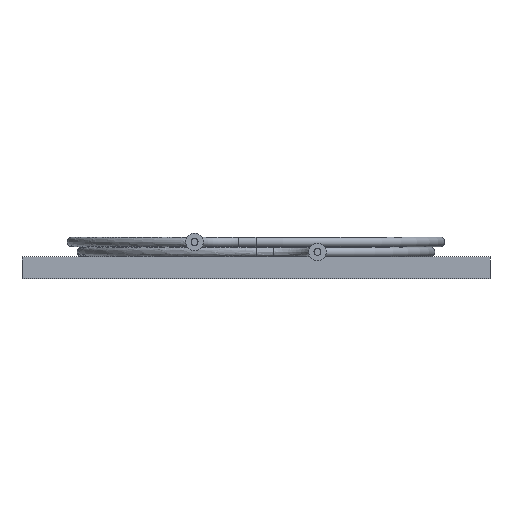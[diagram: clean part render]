
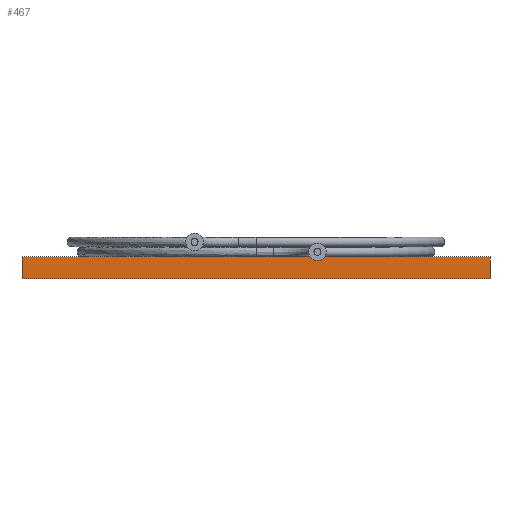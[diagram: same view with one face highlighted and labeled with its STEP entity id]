
A CAD part, front view. The second image highlights one B-rep face of the part: STEP entity #467.
In plain terms, the highlighted planar face has unit normal (0, -1, 0).
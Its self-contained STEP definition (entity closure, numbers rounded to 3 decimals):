
#467 = ADVANCED_FACE( '', ( #1010 ), #1011, .T. );
#1010 = FACE_OUTER_BOUND( '', #4803, .T. );
#1011 = PLANE( '', #4804 );
#4803 = EDGE_LOOP( '', ( #7374, #7375, #7376, #7377 ) );
#4804 = AXIS2_PLACEMENT_3D( '', #7378, #7379, #7380 );
#7374 = ORIENTED_EDGE( '', *, *, #7628, .F. );
#7375 = ORIENTED_EDGE( '', *, *, #7959, .F. );
#7376 = ORIENTED_EDGE( '', *, *, #7926, .T. );
#7377 = ORIENTED_EDGE( '', *, *, #7814, .T. );
#7378 = CARTESIAN_POINT( '', ( -26.65, -26.65, -2.5 ) );
#7379 = DIRECTION( '', ( 0., -1., 0. ) );
#7380 = DIRECTION( '', ( 1., 0., 0. ) );
#7628 = EDGE_CURVE( '', #8142, #8144, #8145, .T. );
#7814 = EDGE_CURVE( '', #8424, #8144, #8425, .T. );
#7926 = EDGE_CURVE( '', #8564, #8424, #8567, .T. );
#7959 = EDGE_CURVE( '', #8564, #8142, #8603, .T. );
#8142 = VERTEX_POINT( '', #9047 );
#8144 = VERTEX_POINT( '', #9050 );
#8145 = LINE( '', #9051, #9052 );
#8424 = VERTEX_POINT( '', #9921 );
#8425 = LINE( '', #9922, #9923 );
#8564 = VERTEX_POINT( '', #10329 );
#8567 = LINE( '', #10334, #10335 );
#8603 = LINE( '', #10386, #10387 );
#9047 = CARTESIAN_POINT( '', ( -26.65, -26.65, 0. ) );
#9050 = CARTESIAN_POINT( '', ( 26.65, -26.65, 0. ) );
#9051 = CARTESIAN_POINT( '', ( -26.65, -26.65, 0. ) );
#9052 = VECTOR( '', #10556, 1000. );
#9921 = CARTESIAN_POINT( '', ( 26.65, -26.65, -2.5 ) );
#9922 = CARTESIAN_POINT( '', ( 26.65, -26.65, -2.5 ) );
#9923 = VECTOR( '', #10694, 1000. );
#10329 = CARTESIAN_POINT( '', ( -26.65, -26.65, -2.5 ) );
#10334 = CARTESIAN_POINT( '', ( -26.65, -26.65, -2.5 ) );
#10335 = VECTOR( '', #10766, 1000. );
#10386 = CARTESIAN_POINT( '', ( -26.65, -26.65, -2.5 ) );
#10387 = VECTOR( '', #10782, 1000. );
#10556 = DIRECTION( '', ( 1., 0., 0. ) );
#10694 = DIRECTION( '', ( 0., 0., 1. ) );
#10766 = DIRECTION( '', ( 1., 0., 0. ) );
#10782 = DIRECTION( '', ( 0., 0., 1. ) );
